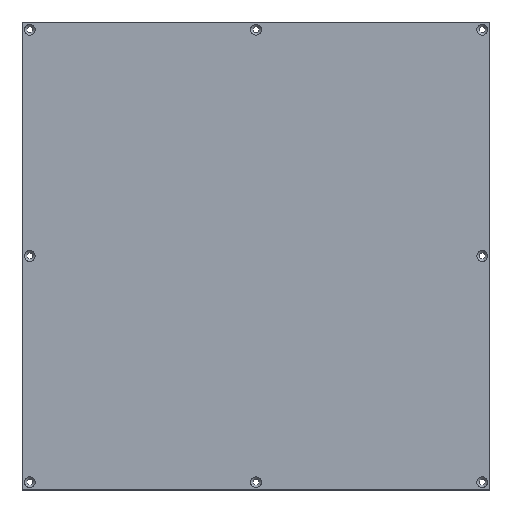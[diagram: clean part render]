
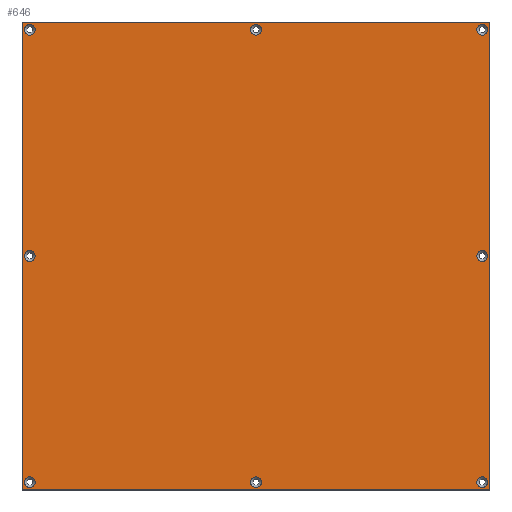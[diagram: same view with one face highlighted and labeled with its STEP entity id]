
A CAD part, top view. The second image highlights one B-rep face of the part: STEP entity #646.
In plain terms, the highlighted planar face has unit normal (0, 0, 1).
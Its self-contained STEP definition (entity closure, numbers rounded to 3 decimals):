
#33=FACE_BOUND('',#115,.T.);
#34=FACE_BOUND('',#116,.T.);
#35=FACE_BOUND('',#117,.T.);
#36=FACE_BOUND('',#118,.T.);
#37=FACE_BOUND('',#119,.T.);
#38=FACE_BOUND('',#120,.T.);
#39=FACE_BOUND('',#121,.T.);
#40=FACE_BOUND('',#122,.T.);
#65=PLANE('',#699);
#78=FACE_OUTER_BOUND('',#114,.T.);
#114=EDGE_LOOP('',(#465,#466,#467,#468));
#115=EDGE_LOOP('',(#469));
#116=EDGE_LOOP('',(#470));
#117=EDGE_LOOP('',(#471));
#118=EDGE_LOOP('',(#472));
#119=EDGE_LOOP('',(#473));
#120=EDGE_LOOP('',(#474));
#121=EDGE_LOOP('',(#475));
#122=EDGE_LOOP('',(#476));
#182=LINE('',#984,#230);
#183=LINE('',#986,#231);
#184=LINE('',#988,#232);
#185=LINE('',#989,#233);
#230=VECTOR('',#783,10.);
#231=VECTOR('',#784,10.);
#232=VECTOR('',#785,10.);
#233=VECTOR('',#786,10.);
#277=CIRCLE('',#697,3.5);
#279=CIRCLE('',#700,3.5);
#280=CIRCLE('',#701,3.5);
#281=CIRCLE('',#702,3.5);
#282=CIRCLE('',#703,3.5);
#283=CIRCLE('',#704,3.5);
#284=CIRCLE('',#705,3.5);
#285=CIRCLE('',#706,3.5);
#317=VERTEX_POINT('',#976);
#319=VERTEX_POINT('',#982);
#320=VERTEX_POINT('',#983);
#321=VERTEX_POINT('',#985);
#322=VERTEX_POINT('',#987);
#323=VERTEX_POINT('',#990);
#324=VERTEX_POINT('',#992);
#325=VERTEX_POINT('',#994);
#326=VERTEX_POINT('',#996);
#327=VERTEX_POINT('',#998);
#328=VERTEX_POINT('',#1000);
#329=VERTEX_POINT('',#1002);
#373=EDGE_CURVE('',#317,#317,#277,.T.);
#376=EDGE_CURVE('',#319,#320,#182,.T.);
#377=EDGE_CURVE('',#320,#321,#183,.T.);
#378=EDGE_CURVE('',#321,#322,#184,.T.);
#379=EDGE_CURVE('',#322,#319,#185,.T.);
#380=EDGE_CURVE('',#323,#323,#279,.T.);
#381=EDGE_CURVE('',#324,#324,#280,.T.);
#382=EDGE_CURVE('',#325,#325,#281,.T.);
#383=EDGE_CURVE('',#326,#326,#282,.T.);
#384=EDGE_CURVE('',#327,#327,#283,.T.);
#385=EDGE_CURVE('',#328,#328,#284,.T.);
#386=EDGE_CURVE('',#329,#329,#285,.T.);
#465=ORIENTED_EDGE('',*,*,#376,.T.);
#466=ORIENTED_EDGE('',*,*,#377,.T.);
#467=ORIENTED_EDGE('',*,*,#378,.T.);
#468=ORIENTED_EDGE('',*,*,#379,.T.);
#469=ORIENTED_EDGE('',*,*,#380,.F.);
#470=ORIENTED_EDGE('',*,*,#381,.F.);
#471=ORIENTED_EDGE('',*,*,#382,.F.);
#472=ORIENTED_EDGE('',*,*,#383,.F.);
#473=ORIENTED_EDGE('',*,*,#384,.F.);
#474=ORIENTED_EDGE('',*,*,#385,.F.);
#475=ORIENTED_EDGE('',*,*,#386,.F.);
#476=ORIENTED_EDGE('',*,*,#373,.F.);
#646=ADVANCED_FACE('',(#78,#33,#34,#35,#36,#37,#38,#39,#40),#65,.T.);
#697=AXIS2_PLACEMENT_3D('',#977,#776,#777);
#699=AXIS2_PLACEMENT_3D('',#981,#781,#782);
#700=AXIS2_PLACEMENT_3D('',#991,#787,#788);
#701=AXIS2_PLACEMENT_3D('',#993,#789,#790);
#702=AXIS2_PLACEMENT_3D('',#995,#791,#792);
#703=AXIS2_PLACEMENT_3D('',#997,#793,#794);
#704=AXIS2_PLACEMENT_3D('',#999,#795,#796);
#705=AXIS2_PLACEMENT_3D('',#1001,#797,#798);
#706=AXIS2_PLACEMENT_3D('',#1003,#799,#800);
#776=DIRECTION('center_axis',(0.,0.,1.));
#777=DIRECTION('ref_axis',(-1.,0.,0.));
#781=DIRECTION('center_axis',(0.,0.,1.));
#782=DIRECTION('ref_axis',(0.,1.,0.));
#783=DIRECTION('',(-1.,0.,0.));
#784=DIRECTION('',(0.,-1.,0.));
#785=DIRECTION('',(1.,0.,0.));
#786=DIRECTION('',(0.,1.,0.));
#787=DIRECTION('center_axis',(0.,0.,1.));
#788=DIRECTION('ref_axis',(-1.,0.,0.));
#789=DIRECTION('center_axis',(0.,0.,1.));
#790=DIRECTION('ref_axis',(-1.,0.,0.));
#791=DIRECTION('center_axis',(0.,0.,1.));
#792=DIRECTION('ref_axis',(-1.,0.,0.));
#793=DIRECTION('center_axis',(0.,0.,1.));
#794=DIRECTION('ref_axis',(-1.,0.,0.));
#795=DIRECTION('center_axis',(0.,0.,1.));
#796=DIRECTION('ref_axis',(-1.,0.,0.));
#797=DIRECTION('center_axis',(0.,0.,1.));
#798=DIRECTION('ref_axis',(-1.,0.,0.));
#799=DIRECTION('center_axis',(0.,0.,1.));
#800=DIRECTION('ref_axis',(-1.,0.,0.));
#976=CARTESIAN_POINT('',(153.5,295.,3.));
#977=CARTESIAN_POINT('Origin',(150.,295.,3.));
#981=CARTESIAN_POINT('Origin',(150.,150.,3.));
#982=CARTESIAN_POINT('',(300.,300.,3.));
#983=CARTESIAN_POINT('',(0.,300.,3.));
#984=CARTESIAN_POINT('',(150.,300.,3.));
#985=CARTESIAN_POINT('',(0.,0.,3.));
#986=CARTESIAN_POINT('',(0.,150.,3.));
#987=CARTESIAN_POINT('',(300.,0.,3.));
#988=CARTESIAN_POINT('',(150.,0.,3.));
#989=CARTESIAN_POINT('',(300.,150.,3.));
#990=CARTESIAN_POINT('',(298.5,295.,3.));
#991=CARTESIAN_POINT('Origin',(295.,295.,3.));
#992=CARTESIAN_POINT('',(298.5,5.,3.));
#993=CARTESIAN_POINT('Origin',(295.,5.,3.));
#994=CARTESIAN_POINT('',(8.5,5.,3.));
#995=CARTESIAN_POINT('Origin',(5.,5.,3.));
#996=CARTESIAN_POINT('',(8.5,295.,3.));
#997=CARTESIAN_POINT('Origin',(5.,295.,3.));
#998=CARTESIAN_POINT('',(8.5,150.,3.));
#999=CARTESIAN_POINT('Origin',(5.,150.,3.));
#1000=CARTESIAN_POINT('',(153.5,5.,3.));
#1001=CARTESIAN_POINT('Origin',(150.,5.,3.));
#1002=CARTESIAN_POINT('',(298.5,150.,3.));
#1003=CARTESIAN_POINT('Origin',(295.,150.,3.));
